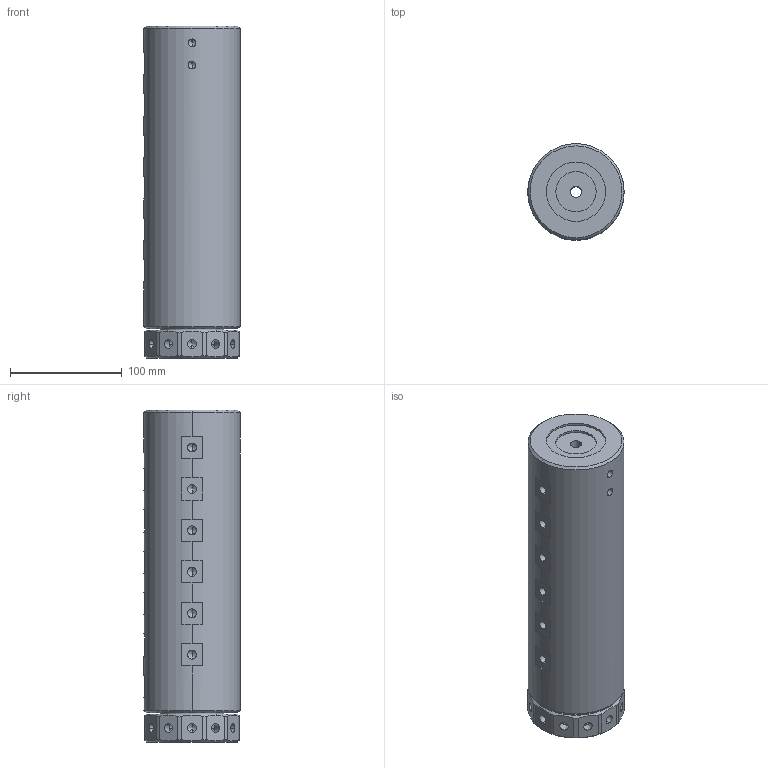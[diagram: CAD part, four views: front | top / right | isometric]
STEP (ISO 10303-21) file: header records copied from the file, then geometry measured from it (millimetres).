
FILE_DESCRIPTION (( 'STEP AP203' ), '1' );
FILE_NAME ('3012006.STEP', '2017-10-18T08:03:19', ( 'PC' ), ( 'Microsoft' ), 'SwSTEP 2.0', 'SolidWorks 2016', '' );
FILE_SCHEMA (( 'CONFIG_CONTROL_DESIGN' ));
Length unit declared in the file: millimetre
Products named in the file (1): 3012006
Bounding box: 86 x 86 x 296.5 mm (x, y, z)
Volume: 1662236.8 mm3; surface area: 114879.6 mm2
Topology: 1 solids, 1 shells, 223 faces, 558 edges, 314 vertices
Faces by surface type: cylinder 92, cone 76, plane 55
Entity records: 6673 total; most frequent: CARTESIAN_POINT 1532, DIRECTION 1122, ORIENTED_EDGE 980, EDGE_CURVE 490, AXIS2_PLACEMENT_3D 444, VERTEX_POINT 314, EDGE_LOOP 270, VECTOR 234
